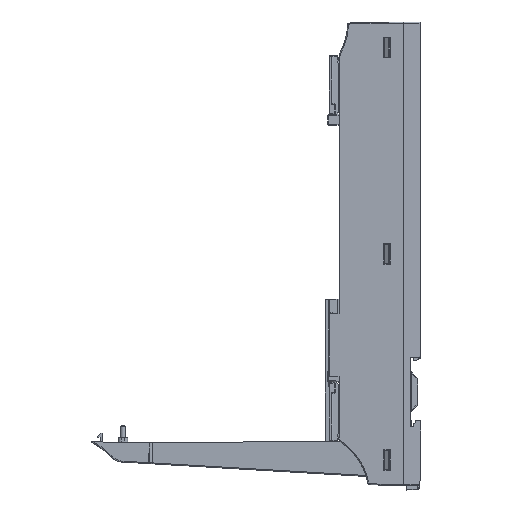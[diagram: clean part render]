
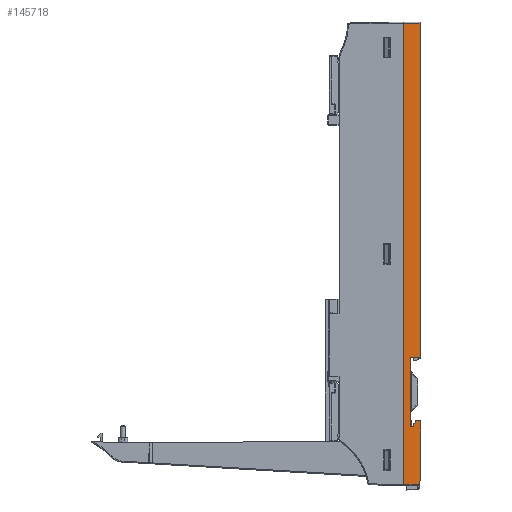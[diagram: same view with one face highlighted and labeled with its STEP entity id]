
A CAD part, left-side view. The second image highlights one B-rep face of the part: STEP entity #145718.
In plain terms, the highlighted planar face has unit normal (-1, -0.009, 0).
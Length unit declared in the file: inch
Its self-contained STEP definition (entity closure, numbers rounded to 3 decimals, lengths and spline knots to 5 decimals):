
#349 = VERTEX_POINT ( 'NONE', #14912 ) ;
#2694 = EDGE_CURVE ( 'NONE', #146490, #50303, #70553, .T. ) ;
#5198 = VECTOR ( 'NONE', #138590, 39.37008 ) ;
#7300 = ORIENTED_EDGE ( 'NONE', *, *, #62533, .T. ) ;
#7905 = LINE ( 'NONE', #162441, #31359 ) ;
#9341 = LINE ( 'NONE', #128320, #113966 ) ;
#11372 = EDGE_CURVE ( 'NONE', #28163, #146490, #80822, .T. ) ;
#11416 = VERTEX_POINT ( 'NONE', #32252 ) ;
#11766 = DIRECTION ( 'NONE',  ( 0., 0., 1. ) ) ;
#12369 = EDGE_CURVE ( 'NONE', #156187, #29142, #44286, .T. ) ;
#12862 = DIRECTION ( 'NONE',  ( 0., 0., 1. ) ) ;
#13004 = LINE ( 'NONE', #122722, #153970 ) ;
#13432 = VECTOR ( 'NONE', #11766, 39.37008 ) ;
#13540 = DIRECTION ( 'NONE',  ( -0.009, 1., 0.009 ) ) ;
#14578 = CARTESIAN_POINT ( 'NONE',  ( -1.36786, -5.2126, -2.19274 ) ) ;
#14912 = CARTESIAN_POINT ( 'NONE',  ( -1.36625, -5.39774, -2.15648 ) ) ;
#15679 = EDGE_CURVE ( 'NONE', #102931, #134591, #32181, .T. ) ;
#18491 = EDGE_CURVE ( 'NONE', #50303, #20058, #7905, .T. ) ;
#19979 = DIRECTION ( 'NONE',  ( -0.009, 1., 0.017 ) ) ;
#20058 = VERTEX_POINT ( 'NONE', #30654 ) ;
#20584 = VERTEX_POINT ( 'NONE', #110396 ) ;
#21164 = FACE_OUTER_BOUND ( 'NONE', #158955, .T. ) ;
#21639 = EDGE_CURVE ( 'NONE', #117795, #51500, #45384, .T. ) ;
#24134 = DIRECTION ( 'NONE',  ( 0.009, -1., 0. ) ) ;
#24740 = PLANE ( 'NONE',  #169465 ) ;
#26944 = DIRECTION ( 'NONE',  ( -0.005, 0.573, -0.819 ) ) ;
#27214 = ORIENTED_EDGE ( 'NONE', *, *, #2694, .T. ) ;
#28163 = VERTEX_POINT ( 'NONE', #117317 ) ;
#29142 = VERTEX_POINT ( 'NONE', #136992 ) ;
#30654 = CARTESIAN_POINT ( 'NONE',  ( -1.36615, -5.40945, -3.47377 ) ) ;
#31359 = VECTOR ( 'NONE', #82351, 39.37008 ) ;
#31707 = LINE ( 'NONE', #62423, #55206 ) ;
#31849 = ORIENTED_EDGE ( 'NONE', *, *, #12369, .T. ) ;
#32181 = LINE ( 'NONE', #124269, #42944 ) ;
#32252 = CARTESIAN_POINT ( 'NONE',  ( -1.3669, -5.32315, -3.47227 ) ) ;
#32832 = DIRECTION ( 'NONE',  ( -0.009, 1., -0.017 ) ) ;
#35248 = ORIENTED_EDGE ( 'NONE', *, *, #128517, .F. ) ;
#35934 = CARTESIAN_POINT ( 'NONE',  ( -1.36625, -5.39774, -0.10913 ) ) ;
#36756 = CARTESIAN_POINT ( 'NONE',  ( -1.36791, -5.20748, -3.46715 ) ) ;
#41491 = ORIENTED_EDGE ( 'NONE', *, *, #53124, .T. ) ;
#42142 = CARTESIAN_POINT ( 'NONE',  ( -1.36625, -5.39774, 4.53365 ) ) ;
#42944 = VECTOR ( 'NONE', #96279, 39.37008 ) ;
#43850 = EDGE_CURVE ( 'NONE', #349, #156187, #73544, .T. ) ;
#44286 = LINE ( 'NONE', #42142, #108340 ) ;
#45384 = LINE ( 'NONE', #159446, #81744 ) ;
#46606 = CARTESIAN_POINT ( 'NONE',  ( -1.36913, -5.06693, -4.7548 ) ) ;
#46813 = CARTESIAN_POINT ( 'NONE',  ( -1.36633, -5.38819, -4.752 ) ) ;
#49383 = ORIENTED_EDGE ( 'NONE', *, *, #18491, .T. ) ;
#49716 = DIRECTION ( 'NONE',  ( 0., 0., 1. ) ) ;
#50030 = VECTOR ( 'NONE', #49716, 39.37008 ) ;
#50303 = VERTEX_POINT ( 'NONE', #62161 ) ;
#51500 = VERTEX_POINT ( 'NONE', #171317 ) ;
#53124 = EDGE_CURVE ( 'NONE', #20584, #102931, #122680, .T. ) ;
#53388 = LINE ( 'NONE', #89854, #81150 ) ;
#55206 = VECTOR ( 'NONE', #89252, 39.37008 ) ;
#56870 = CARTESIAN_POINT ( 'NONE',  ( -1.36737, -5.26889, -3.54817 ) ) ;
#58377 = ORIENTED_EDGE ( 'NONE', *, *, #21639, .T. ) ;
#58527 = LINE ( 'NONE', #94058, #105389 ) ;
#59445 = DIRECTION ( 'NONE',  ( 0.001, -0.122, 0.993 ) ) ;
#62161 = CARTESIAN_POINT ( 'NONE',  ( -1.36615, -5.40945, -4.57884 ) ) ;
#62423 = CARTESIAN_POINT ( 'NONE',  ( -1.36913, -5.06693, -0.10913 ) ) ;
#62533 = EDGE_CURVE ( 'NONE', #51500, #89095, #64694, .T. ) ;
#64694 = LINE ( 'NONE', #64957, #13432 ) ;
#64957 = CARTESIAN_POINT ( 'NONE',  ( -1.36786, -5.2126, -0.10913 ) ) ;
#66335 = EDGE_CURVE ( 'NONE', #29142, #28163, #31707, .T. ) ;
#69184 = ORIENTED_EDGE ( 'NONE', *, *, #15679, .T. ) ;
#70553 = LINE ( 'NONE', #46813, #85624 ) ;
#70848 = EDGE_CURVE ( 'NONE', #134591, #117795, #58527, .T. ) ;
#71784 = DIRECTION ( 'NONE',  ( 0.009, -1., 0.009 ) ) ;
#73544 = LINE ( 'NONE', #35934, #50030 ) ;
#80822 = LINE ( 'NONE', #46606, #177022 ) ;
#81150 = VECTOR ( 'NONE', #19979, 39.37008 ) ;
#81744 = VECTOR ( 'NONE', #104991, 39.37008 ) ;
#81897 = CARTESIAN_POINT ( 'NONE',  ( -1.3669, -5.32315, -3.47227 ) ) ;
#82351 = DIRECTION ( 'NONE',  ( 0., 0., 1. ) ) ;
#85624 = VECTOR ( 'NONE', #59445, 39.37008 ) ;
#89095 = VERTEX_POINT ( 'NONE', #14578 ) ;
#89252 = DIRECTION ( 'NONE',  ( 0., 0., -1. ) ) ;
#89854 = CARTESIAN_POINT ( 'NONE',  ( -1.36615, -5.40945, -3.47377 ) ) ;
#92212 = ORIENTED_EDGE ( 'NONE', *, *, #66335, .T. ) ;
#94058 = CARTESIAN_POINT ( 'NONE',  ( -1.36791, -5.20748, -0.10913 ) ) ;
#94190 = EDGE_CURVE ( 'NONE', #130018, #349, #13004, .T. ) ;
#96279 = DIRECTION ( 'NONE',  ( -0.009, 1., 0. ) ) ;
#102931 = VERTEX_POINT ( 'NONE', #111399 ) ;
#104991 = DIRECTION ( 'NONE',  ( 0.009, -1., 0. ) ) ;
#105389 = VECTOR ( 'NONE', #12862, 39.37008 ) ;
#108340 = VECTOR ( 'NONE', #13540, 39.37008 ) ;
#110396 = CARTESIAN_POINT ( 'NONE',  ( -1.36737, -5.26889, -3.54978 ) ) ;
#110942 = ORIENTED_EDGE ( 'NONE', *, *, #94190, .T. ) ;
#111399 = CARTESIAN_POINT ( 'NONE',  ( -1.36737, -5.26889, -3.59548 ) ) ;
#112494 = ORIENTED_EDGE ( 'NONE', *, *, #70848, .T. ) ;
#113966 = VECTOR ( 'NONE', #32832, 39.37008 ) ;
#116671 = CARTESIAN_POINT ( 'NONE',  ( -1.36633, -5.38819, -4.752 ) ) ;
#117317 = CARTESIAN_POINT ( 'NONE',  ( -1.36913, -5.06693, -4.7548 ) ) ;
#117795 = VERTEX_POINT ( 'NONE', #36756 ) ;
#121280 = ORIENTED_EDGE ( 'NONE', *, *, #176134, .T. ) ;
#122680 = LINE ( 'NONE', #56870, #5198 ) ;
#122722 = CARTESIAN_POINT ( 'NONE',  ( -1.36653, -5.3653, -2.19007 ) ) ;
#124269 = CARTESIAN_POINT ( 'NONE',  ( -1.36737, -5.26889, -3.59548 ) ) ;
#128320 = CARTESIAN_POINT ( 'NONE',  ( -1.36653, -5.3653, -2.19007 ) ) ;
#128517 = EDGE_CURVE ( 'NONE', #130018, #89095, #9341, .T. ) ;
#129673 = CARTESIAN_POINT ( 'NONE',  ( -1.36625, -5.39774, 4.53365 ) ) ;
#130018 = VERTEX_POINT ( 'NONE', #159633 ) ;
#133967 = DIRECTION ( 'NONE',  ( -1., -0.009, 0. ) ) ;
#134591 = VERTEX_POINT ( 'NONE', #164153 ) ;
#135152 = LINE ( 'NONE', #81897, #145938 ) ;
#136992 = CARTESIAN_POINT ( 'NONE',  ( -1.36913, -5.06693, 4.53654 ) ) ;
#138590 = DIRECTION ( 'NONE',  ( 0., 0., -1. ) ) ;
#142091 = ORIENTED_EDGE ( 'NONE', *, *, #161101, .T. ) ;
#145718 = ADVANCED_FACE ( 'NONE', ( #21164 ), #24740, .T. ) ;
#145938 = VECTOR ( 'NONE', #26944, 39.37008 ) ;
#146490 = VERTEX_POINT ( 'NONE', #116671 ) ;
#153970 = VECTOR ( 'NONE', #176089, 39.37008 ) ;
#155068 = ORIENTED_EDGE ( 'NONE', *, *, #43850, .T. ) ;
#156187 = VERTEX_POINT ( 'NONE', #129673 ) ;
#158955 = EDGE_LOOP ( 'NONE', ( #112494, #58377, #7300, #35248, #110942, #155068, #31849, #92212, #171365, #27214, #49383, #121280, #142091, #41491, #69184 ) ) ;
#159446 = CARTESIAN_POINT ( 'NONE',  ( -1.36791, -5.20748, -3.46715 ) ) ;
#159633 = CARTESIAN_POINT ( 'NONE',  ( -1.36653, -5.3653, -2.19007 ) ) ;
#161101 = EDGE_CURVE ( 'NONE', #11416, #20584, #135152, .T. ) ;
#162441 = CARTESIAN_POINT ( 'NONE',  ( -1.36615, -5.40945, -0.10913 ) ) ;
#164153 = CARTESIAN_POINT ( 'NONE',  ( -1.36791, -5.20748, -3.59549 ) ) ;
#169465 = AXIS2_PLACEMENT_3D ( 'NONE', #174745, #133967, #24134 ) ;
#171317 = CARTESIAN_POINT ( 'NONE',  ( -1.36786, -5.2126, -3.46715 ) ) ;
#171365 = ORIENTED_EDGE ( 'NONE', *, *, #11372, .T. ) ;
#174745 = CARTESIAN_POINT ( 'NONE',  ( -1.37034, -4.92913, -0.10913 ) ) ;
#176089 = DIRECTION ( 'NONE',  ( 0.006, -0.695, 0.719 ) ) ;
#176134 = EDGE_CURVE ( 'NONE', #20058, #11416, #53388, .T. ) ;
#177022 = VECTOR ( 'NONE', #71784, 39.37008 ) ;
